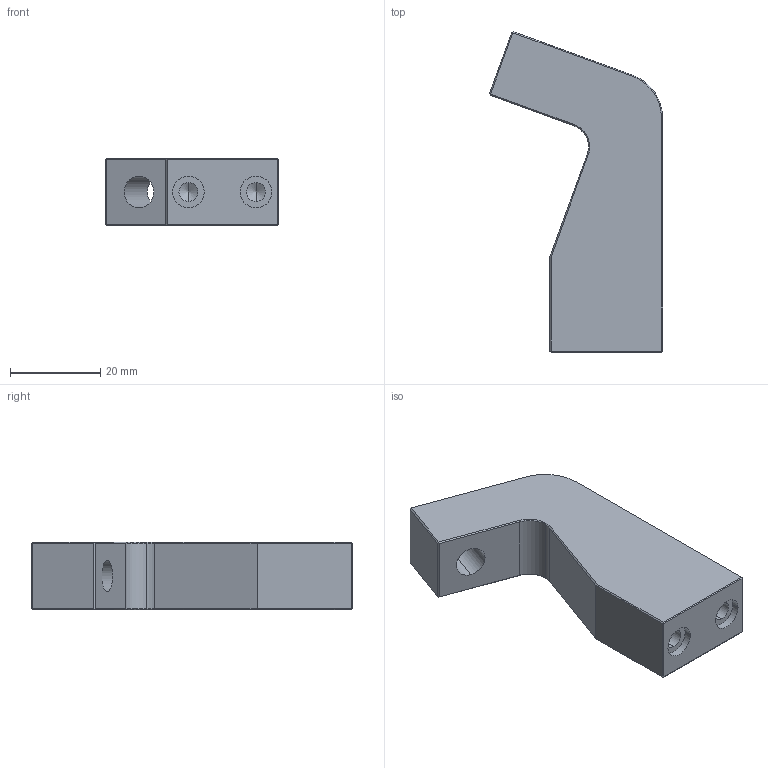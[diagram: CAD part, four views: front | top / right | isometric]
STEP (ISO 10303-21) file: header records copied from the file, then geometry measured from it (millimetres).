
FILE_DESCRIPTION(('STEP AP214'),'1');
FILE_NAME('SER-137-005.step','2017-08-18T09:55:52',(' '),(' '),'Spatial InterOp 3D',' ',' ');
FILE_SCHEMA(('automotive_design'));
Length unit declared in the file: millimetre
Products named in the file (1): Support de capteur 
Bounding box: 38.42 x 71.15 x 15 mm (x, y, z)
Volume: 23021 mm3; surface area: 6899.7 mm2
Topology: 1 solids, 1 shells, 60 faces, 139 edges, 81 vertices
Faces by surface type: plane 33, cylinder 17, cone 10
Entity records: 2142 total; most frequent: DIRECTION 296, CARTESIAN_POINT 277, ORIENTED_EDGE 270, EDGE_CURVE 135, AXIS2_PLACEMENT_3D 100, LINE 96, VECTOR 96, VERTEX_POINT 81
